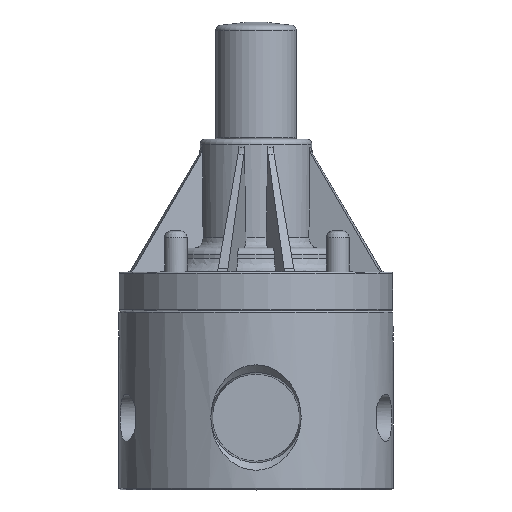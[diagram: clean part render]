
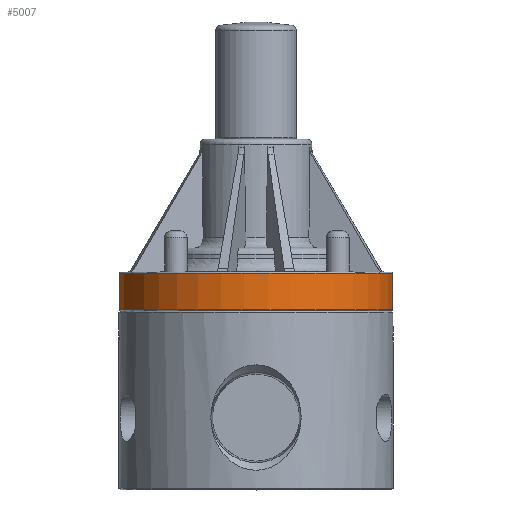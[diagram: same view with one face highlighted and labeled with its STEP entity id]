
A CAD part, top view. The second image highlights one B-rep face of the part: STEP entity #5007.
In plain terms, the highlighted cylindrical face has radius 50.8 mm (diameter 101.6 mm), a full revolution.
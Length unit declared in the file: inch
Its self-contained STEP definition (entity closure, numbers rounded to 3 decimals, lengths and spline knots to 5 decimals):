
#4976=CARTESIAN_POINT('',(1.41421,3.154,1.41421));
#4977=VERTEX_POINT('',#4976);
#4978=CARTESIAN_POINT('',(0.,3.154,0.));
#4979=DIRECTION('',(0.,-1.,0.));
#4980=DIRECTION('',(0.707,0.,0.707));
#4981=AXIS2_PLACEMENT_3D('',#4978,#4979,#4980);
#4982=CIRCLE('',#4981,2.);
#4983=EDGE_CURVE('',#4977,#4977,#4982,.T.);
#4988=CARTESIAN_POINT('',(0.,2.8915,0.));
#4989=DIRECTION('',(0.,-1.0,0.));
#4990=DIRECTION('',(0.707,0.,0.707));
#4991=AXIS2_PLACEMENT_3D('',#4988,#4989,#4990);
#4992=CYLINDRICAL_SURFACE('',#4991,2.);
#4993=ORIENTED_EDGE('',*,*,#4983,.T.);
#4994=EDGE_LOOP('',(#4993));
#4995=FACE_OUTER_BOUND('',#4994,.T.);
#4996=CARTESIAN_POINT('',(1.41421,2.629,1.41421));
#4997=VERTEX_POINT('',#4996);
#4998=CARTESIAN_POINT('',(0.,2.629,0.));
#4999=DIRECTION('',(0.,-1.,0.));
#5000=DIRECTION('',(0.707,0.,0.707));
#5001=AXIS2_PLACEMENT_3D('',#4998,#4999,#5000);
#5002=CIRCLE('',#5001,2.);
#5003=EDGE_CURVE('',#4997,#4997,#5002,.T.);
#5004=ORIENTED_EDGE('',*,*,#5003,.F.);
#5005=EDGE_LOOP('',(#5004));
#5006=FACE_BOUND('',#5005,.T.);
#5007=ADVANCED_FACE('',(#4995,#5006),#4992,.T.);
